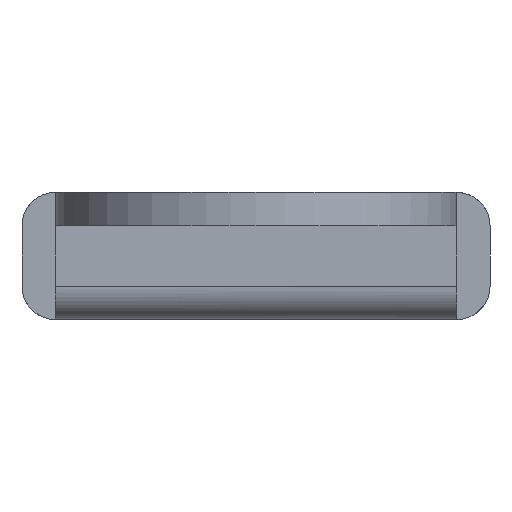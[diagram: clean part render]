
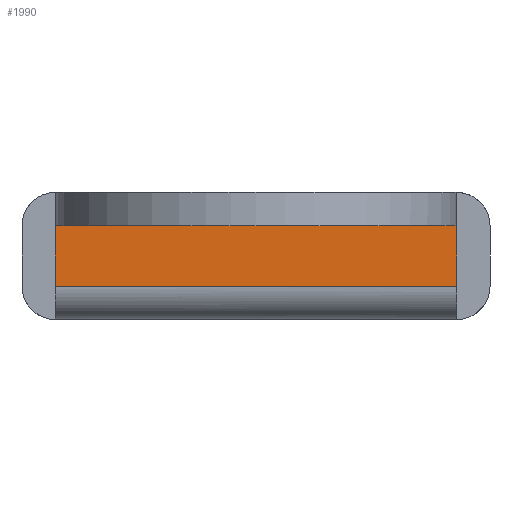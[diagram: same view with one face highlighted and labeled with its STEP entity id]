
A CAD part, left-side view. The second image highlights one B-rep face of the part: STEP entity #1990.
In plain terms, the highlighted free-form (B-spline) face has degree [1, 1] with [2, 2] control points.
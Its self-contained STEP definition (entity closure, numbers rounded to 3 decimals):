
#1189=CARTESIAN_POINT('',(-10.5,9.0,1.5));
#1190=VERTEX_POINT('',#1189);
#1211=CARTESIAN_POINT('',(-10.5,-9.0,1.5));
#1212=VERTEX_POINT('',#1211);
#1226=CARTESIAN_POINT('',(-10.5,9.0,1.5));
#1227=CARTESIAN_POINT('',(-10.5,-9.0,1.5));
#1228=QUASI_UNIFORM_CURVE('',1,(#1226,#1227),.UNSPECIFIED.,.F.,.U.);
#1229=EDGE_CURVE('',#1190,#1212,#1228,.T.);
#1797=CARTESIAN_POINT('',(-10.5,9.0,4.2));
#1798=VERTEX_POINT('',#1797);
#1804=CARTESIAN_POINT('',(-10.5,-9.0,4.2));
#1805=VERTEX_POINT('',#1804);
#1806=CARTESIAN_POINT('',(-10.5,9.0,4.2));
#1807=CARTESIAN_POINT('',(-10.5,-9.0,4.2));
#1808=QUASI_UNIFORM_CURVE('',1,(#1806,#1807),.UNSPECIFIED.,.F.,.U.);
#1809=EDGE_CURVE('',#1798,#1805,#1808,.T.);
#1971=CARTESIAN_POINT('',(-10.5,-9.899,4.335));
#1972=CARTESIAN_POINT('',(-10.5,-9.899,1.365));
#1973=CARTESIAN_POINT('',(-10.5,9.899,4.335));
#1974=CARTESIAN_POINT('',(-10.5,9.899,1.365));
#1975=B_SPLINE_SURFACE_WITH_KNOTS('',1,1,((#1971,#1973),(#1972,#1974)),.UNSPECIFIED.,.F.,.F.,.U.,(2,2),(2,2),(0.0,2.97),(0.0,19.798),.UNSPECIFIED.);
#1976=CARTESIAN_POINT('',(-10.5,9.0,1.5));
#1977=CARTESIAN_POINT('',(-10.5,9.0,4.2));
#1978=QUASI_UNIFORM_CURVE('',1,(#1976,#1977),.UNSPECIFIED.,.F.,.U.);
#1979=EDGE_CURVE('',#1190,#1798,#1978,.T.);
#1980=ORIENTED_EDGE('',*,*,#1979,.F.);
#1981=ORIENTED_EDGE('',*,*,#1229,.T.);
#1982=CARTESIAN_POINT('',(-10.5,-9.0,1.5));
#1983=CARTESIAN_POINT('',(-10.5,-9.0,4.2));
#1984=QUASI_UNIFORM_CURVE('',1,(#1982,#1983),.UNSPECIFIED.,.F.,.U.);
#1985=EDGE_CURVE('',#1212,#1805,#1984,.T.);
#1986=ORIENTED_EDGE('',*,*,#1985,.T.);
#1987=ORIENTED_EDGE('',*,*,#1809,.F.);
#1988=EDGE_LOOP('',(#1980,#1981,#1986,#1987));
#1989=FACE_OUTER_BOUND('',#1988,.T.);
#1990=ADVANCED_FACE('',(#1989),#1975,.F.);
